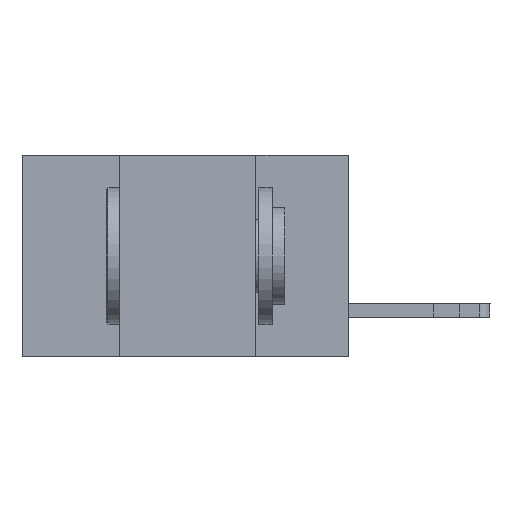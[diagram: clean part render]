
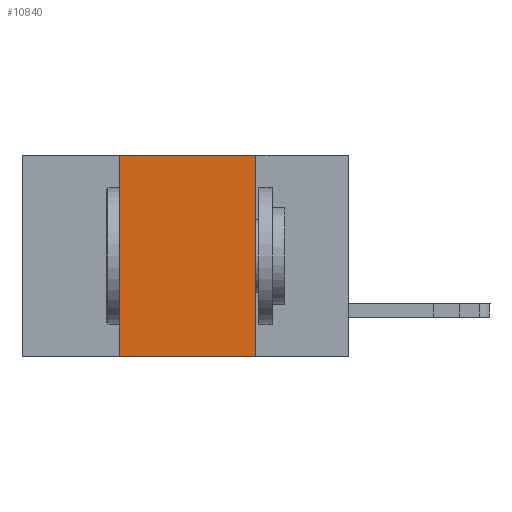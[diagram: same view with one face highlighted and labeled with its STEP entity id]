
A CAD part, left-side view. The second image highlights one B-rep face of the part: STEP entity #10840.
In plain terms, the highlighted planar face has unit normal (-1, 0, 0).
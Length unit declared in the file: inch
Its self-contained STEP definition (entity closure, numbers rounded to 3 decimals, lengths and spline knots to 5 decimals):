
#844 = CARTESIAN_POINT ( 'NONE',  ( 0., 0.6, 0. ) ) ;
#1160 = LINE ( 'NONE', #9146, #2269 ) ;
#1821 = PLANE ( 'NONE',  #10944 ) ;
#2269 = VECTOR ( 'NONE', #12571, 39.37008 ) ;
#2291 = CARTESIAN_POINT ( 'NONE',  ( 0., 0.42, 0. ) ) ;
#2335 = ORIENTED_EDGE ( 'NONE', *, *, #8140, .T. ) ;
#3070 = LINE ( 'NONE', #6593, #5656 ) ;
#3109 = CARTESIAN_POINT ( 'NONE',  ( 0., 0.42, -0.37 ) ) ;
#3489 = VECTOR ( 'NONE', #14154, 39.37008 ) ;
#3815 = VECTOR ( 'NONE', #13271, 39.37008 ) ;
#4106 = CARTESIAN_POINT ( 'NONE',  ( 0., 0.17, 0. ) ) ;
#4269 = CARTESIAN_POINT ( 'NONE',  ( 0., 0.17, 0. ) ) ;
#4513 = ORIENTED_EDGE ( 'NONE', *, *, #7535, .F. ) ;
#5160 = LINE ( 'NONE', #4106, #3815 ) ;
#5341 = CARTESIAN_POINT ( 'NONE',  ( 0., 0.42, 0. ) ) ;
#5656 = VECTOR ( 'NONE', #11059, 39.37008 ) ;
#6264 = EDGE_CURVE ( 'NONE', #9976, #8179, #1160, .T. ) ;
#6593 = CARTESIAN_POINT ( 'NONE',  ( 0., 0.6, -0.37 ) ) ;
#7154 = ORIENTED_EDGE ( 'NONE', *, *, #6264, .F. ) ;
#7535 = EDGE_CURVE ( 'NONE', #14537, #9976, #13235, .T. ) ;
#8140 = EDGE_CURVE ( 'NONE', #14537, #8648, #3070, .T. ) ;
#8179 = VERTEX_POINT ( 'NONE', #4269 ) ;
#8648 = VERTEX_POINT ( 'NONE', #14607 ) ;
#8790 = ORIENTED_EDGE ( 'NONE', *, *, #12958, .F. ) ;
#9146 = CARTESIAN_POINT ( 'NONE',  ( 0., 0.6, 0. ) ) ;
#9976 = VERTEX_POINT ( 'NONE', #2291 ) ;
#10840 = ADVANCED_FACE ( 'NONE', ( #12194 ), #1821, .F. ) ;
#10944 = AXIS2_PLACEMENT_3D ( 'NONE', #844, #13379, #11974 ) ;
#11059 = DIRECTION ( 'NONE',  ( 0., -1., 0. ) ) ;
#11974 = DIRECTION ( 'NONE',  ( 0., 0., -1. ) ) ;
#12194 = FACE_OUTER_BOUND ( 'NONE', #12398, .T. ) ;
#12398 = EDGE_LOOP ( 'NONE', ( #8790, #7154, #4513, #2335 ) ) ;
#12571 = DIRECTION ( 'NONE',  ( 0., -1., 0. ) ) ;
#12958 = EDGE_CURVE ( 'NONE', #8179, #8648, #5160, .T. ) ;
#13235 = LINE ( 'NONE', #5341, #3489 ) ;
#13271 = DIRECTION ( 'NONE',  ( 0., 0., -1. ) ) ;
#13379 = DIRECTION ( 'NONE',  ( 1., 0., 0. ) ) ;
#14154 = DIRECTION ( 'NONE',  ( 0., 0., 1. ) ) ;
#14537 = VERTEX_POINT ( 'NONE', #3109 ) ;
#14607 = CARTESIAN_POINT ( 'NONE',  ( 0., 0.17, -0.37 ) ) ;
